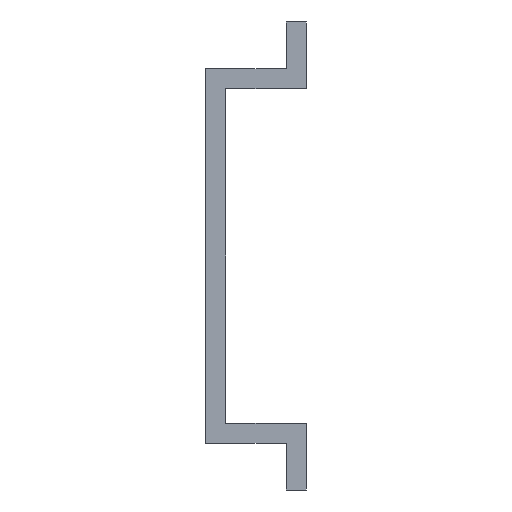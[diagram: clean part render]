
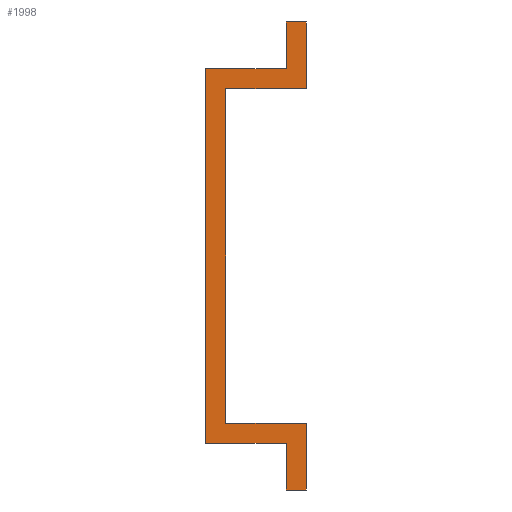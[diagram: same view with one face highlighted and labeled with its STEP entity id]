
A CAD part, left-side view. The second image highlights one B-rep face of the part: STEP entity #1998.
In plain terms, the highlighted planar face has unit normal (-1, 0, 0).
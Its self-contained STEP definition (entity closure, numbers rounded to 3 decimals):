
#50 = CARTESIAN_POINT ( 'NONE',  ( -185., -4.5, 17.5 ) ) ;
#58 = EDGE_CURVE ( 'NONE', #2130, #1884, #1733, .T. ) ;
#95 = CARTESIAN_POINT ( 'NONE',  ( -185., -3., 12.5 ) ) ;
#108 = CARTESIAN_POINT ( 'NONE',  ( -185., -4.5, -12.5 ) ) ;
#124 = EDGE_CURVE ( 'NONE', #1706, #795, #1697, .T. ) ;
#134 = CARTESIAN_POINT ( 'NONE',  ( -185., -3., -14. ) ) ;
#144 = DIRECTION ( 'NONE',  ( 0., -1., 0. ) ) ;
#154 = VERTEX_POINT ( 'NONE', #108 ) ;
#233 = DIRECTION ( 'NONE',  ( 0., 0., -1. ) ) ;
#251 = DIRECTION ( 'NONE',  ( -1., 0., 0. ) ) ;
#261 = CARTESIAN_POINT ( 'NONE',  ( -185., -4.5, 17.5 ) ) ;
#318 = DIRECTION ( 'NONE',  ( 0., -1., 0. ) ) ;
#391 = VERTEX_POINT ( 'NONE', #2473 ) ;
#419 = VECTOR ( 'NONE', #2144, 1000. ) ;
#431 = DIRECTION ( 'NONE',  ( 0., 0., -1. ) ) ;
#444 = LINE ( 'NONE', #261, #2547 ) ;
#445 = CARTESIAN_POINT ( 'NONE',  ( -185., -4.5, -17.5 ) ) ;
#494 = DIRECTION ( 'NONE',  ( 0., -1., 0. ) ) ;
#502 = CARTESIAN_POINT ( 'NONE',  ( -185., -3., -17.5 ) ) ;
#580 = DIRECTION ( 'NONE',  ( 0., 0., -1. ) ) ;
#610 = CARTESIAN_POINT ( 'NONE',  ( -185., 3., -14. ) ) ;
#669 = CARTESIAN_POINT ( 'NONE',  ( -185., -3., 14. ) ) ;
#672 = ORIENTED_EDGE ( 'NONE', *, *, #1909, .F. ) ;
#683 = CARTESIAN_POINT ( 'NONE',  ( -185., -3., 17.5 ) ) ;
#757 = ORIENTED_EDGE ( 'NONE', *, *, #1560, .F. ) ;
#763 = CARTESIAN_POINT ( 'NONE',  ( -185., -3., -14. ) ) ;
#766 = LINE ( 'NONE', #1941, #1859 ) ;
#795 = VERTEX_POINT ( 'NONE', #502 ) ;
#812 = ORIENTED_EDGE ( 'NONE', *, *, #1185, .F. ) ;
#824 = LINE ( 'NONE', #1641, #1089 ) ;
#858 = VERTEX_POINT ( 'NONE', #2492 ) ;
#883 = ORIENTED_EDGE ( 'NONE', *, *, #1904, .T. ) ;
#912 = VERTEX_POINT ( 'NONE', #2401 ) ;
#1008 = LINE ( 'NONE', #95, #1427 ) ;
#1044 = DIRECTION ( 'NONE',  ( 0., 0., 1. ) ) ;
#1058 = CARTESIAN_POINT ( 'NONE',  ( -185., -3., -14. ) ) ;
#1085 = LINE ( 'NONE', #683, #2237 ) ;
#1087 = VERTEX_POINT ( 'NONE', #50 ) ;
#1089 = VECTOR ( 'NONE', #233, 1000. ) ;
#1114 = DIRECTION ( 'NONE',  ( 0., 1., 0. ) ) ;
#1169 = EDGE_CURVE ( 'NONE', #858, #2130, #2472, .T. ) ;
#1185 = EDGE_CURVE ( 'NONE', #912, #1087, #1085, .T. ) ;
#1256 = VECTOR ( 'NONE', #494, 1000. ) ;
#1268 = LINE ( 'NONE', #2468, #1256 ) ;
#1339 = CARTESIAN_POINT ( 'NONE',  ( -185., 1.5, -12.5 ) ) ;
#1365 = EDGE_CURVE ( 'NONE', #795, #1368, #766, .T. ) ;
#1368 = VERTEX_POINT ( 'NONE', #445 ) ;
#1427 = VECTOR ( 'NONE', #1803, 1000. ) ;
#1515 = AXIS2_PLACEMENT_3D ( 'NONE', #1058, #251, #1044 ) ;
#1533 = VECTOR ( 'NONE', #1960, 1000. ) ;
#1552 = CARTESIAN_POINT ( 'NONE',  ( -185., -4.5, -14. ) ) ;
#1558 = ORIENTED_EDGE ( 'NONE', *, *, #2076, .T. ) ;
#1560 = EDGE_CURVE ( 'NONE', #2248, #154, #1268, .T. ) ;
#1641 = CARTESIAN_POINT ( 'NONE',  ( -185., -3., 17.5 ) ) ;
#1644 = EDGE_LOOP ( 'NONE', ( #1717, #757, #2236, #672, #2452, #812, #883, #2012, #2382, #1558, #1930, #2157 ) ) ;
#1695 = EDGE_CURVE ( 'NONE', #154, #1368, #2171, .T. ) ;
#1697 = LINE ( 'NONE', #134, #1533 ) ;
#1706 = VERTEX_POINT ( 'NONE', #763 ) ;
#1717 = ORIENTED_EDGE ( 'NONE', *, *, #1695, .F. ) ;
#1733 = LINE ( 'NONE', #2354, #1785 ) ;
#1753 = LINE ( 'NONE', #2384, #2216 ) ;
#1766 = VECTOR ( 'NONE', #1826, 1000. ) ;
#1785 = VECTOR ( 'NONE', #1958, 1000. ) ;
#1803 = DIRECTION ( 'NONE',  ( 0., 1., 0. ) ) ;
#1822 = EDGE_CURVE ( 'NONE', #391, #2248, #1753, .T. ) ;
#1826 = DIRECTION ( 'NONE',  ( 0., -1., 0. ) ) ;
#1859 = VECTOR ( 'NONE', #144, 1000. ) ;
#1876 = CARTESIAN_POINT ( 'NONE',  ( -185., 3., 14. ) ) ;
#1884 = VERTEX_POINT ( 'NONE', #2477 ) ;
#1897 = VECTOR ( 'NONE', #1114, 1000. ) ;
#1904 = EDGE_CURVE ( 'NONE', #912, #858, #824, .T. ) ;
#1909 = EDGE_CURVE ( 'NONE', #2334, #391, #1008, .T. ) ;
#1930 = ORIENTED_EDGE ( 'NONE', *, *, #124, .T. ) ;
#1941 = CARTESIAN_POINT ( 'NONE',  ( -185., -3., -17.5 ) ) ;
#1953 = CARTESIAN_POINT ( 'NONE',  ( -185., -4.5, 12.5 ) ) ;
#1958 = DIRECTION ( 'NONE',  ( 0., 0., -1. ) ) ;
#1960 = DIRECTION ( 'NONE',  ( 0., 0., -1. ) ) ;
#1998 = ADVANCED_FACE ( 'NONE', ( #2044 ), #2057, .T. ) ;
#2012 = ORIENTED_EDGE ( 'NONE', *, *, #1169, .T. ) ;
#2044 = FACE_OUTER_BOUND ( 'NONE', #1644, .T. ) ;
#2057 = PLANE ( 'NONE',  #1515 ) ;
#2076 = EDGE_CURVE ( 'NONE', #1884, #1706, #2412, .T. ) ;
#2130 = VERTEX_POINT ( 'NONE', #1876 ) ;
#2144 = DIRECTION ( 'NONE',  ( 0., 0., -1. ) ) ;
#2157 = ORIENTED_EDGE ( 'NONE', *, *, #1365, .T. ) ;
#2171 = LINE ( 'NONE', #1552, #419 ) ;
#2216 = VECTOR ( 'NONE', #580, 1000. ) ;
#2236 = ORIENTED_EDGE ( 'NONE', *, *, #1822, .F. ) ;
#2237 = VECTOR ( 'NONE', #318, 1000. ) ;
#2248 = VERTEX_POINT ( 'NONE', #1339 ) ;
#2334 = VERTEX_POINT ( 'NONE', #1953 ) ;
#2354 = CARTESIAN_POINT ( 'NONE',  ( -185., 3., 14. ) ) ;
#2382 = ORIENTED_EDGE ( 'NONE', *, *, #58, .T. ) ;
#2384 = CARTESIAN_POINT ( 'NONE',  ( -185., 1.5, 14. ) ) ;
#2385 = EDGE_CURVE ( 'NONE', #1087, #2334, #444, .T. ) ;
#2401 = CARTESIAN_POINT ( 'NONE',  ( -185., -3., 17.5 ) ) ;
#2412 = LINE ( 'NONE', #610, #1766 ) ;
#2452 = ORIENTED_EDGE ( 'NONE', *, *, #2385, .F. ) ;
#2468 = CARTESIAN_POINT ( 'NONE',  ( -185., 3., -12.5 ) ) ;
#2472 = LINE ( 'NONE', #669, #1897 ) ;
#2473 = CARTESIAN_POINT ( 'NONE',  ( -185., 1.5, 12.5 ) ) ;
#2477 = CARTESIAN_POINT ( 'NONE',  ( -185., 3., -14. ) ) ;
#2492 = CARTESIAN_POINT ( 'NONE',  ( -185., -3., 14. ) ) ;
#2547 = VECTOR ( 'NONE', #431, 1000. ) ;
